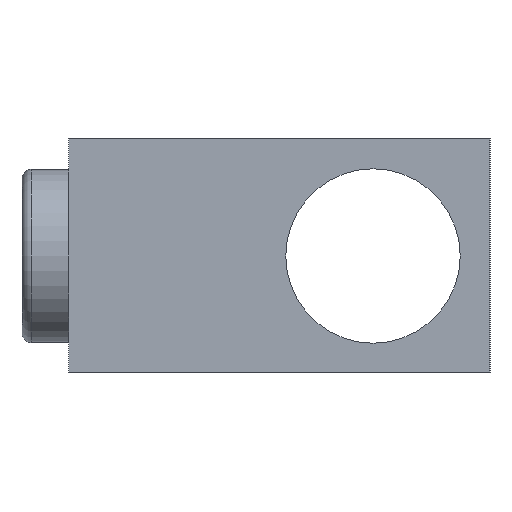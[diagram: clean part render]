
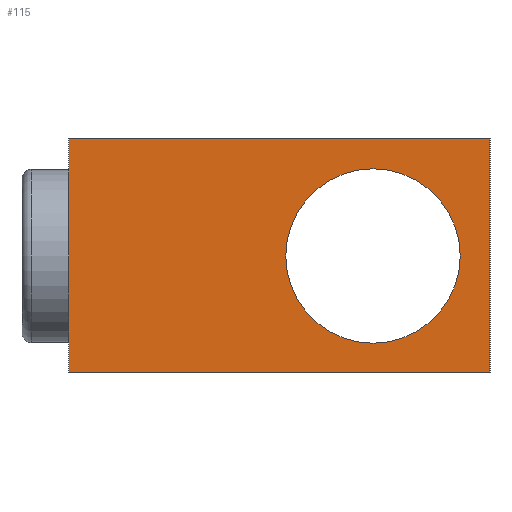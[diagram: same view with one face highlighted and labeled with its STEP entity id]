
A CAD part, left-side view. The second image highlights one B-rep face of the part: STEP entity #115.
In plain terms, the highlighted planar face has unit normal (-1, 0, 0).
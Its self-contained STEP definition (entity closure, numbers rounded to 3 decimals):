
#115=ADVANCED_FACE('NONE',(#270,#271),#272,.F.);
#270=FACE_OUTER_BOUND('',#464,.T.);
#271=FACE_BOUND('',#465,.T.);
#272=PLANE('',#466);
#464=EDGE_LOOP('',(#751,#752,#753,#754));
#465=EDGE_LOOP('',(#755,#756));
#466=AXIS2_PLACEMENT_3D('',#757,#758,#759);
#751=ORIENTED_EDGE('',*,*,#1116,.T.);
#752=ORIENTED_EDGE('',*,*,#1148,.F.);
#753=ORIENTED_EDGE('',*,*,#1093,.F.);
#754=ORIENTED_EDGE('',*,*,#1128,.T.);
#755=ORIENTED_EDGE('',*,*,#1149,.F.);
#756=ORIENTED_EDGE('',*,*,#1150,.F.);
#757=CARTESIAN_POINT('',(-79.0,-22.5,12.5));
#758=DIRECTION('',(1.0,0.0,0.0));
#759=DIRECTION('',(0.0,1.0,-0.0));
#1093=EDGE_CURVE('NONE',#1303,#1305,#1306,.T.);
#1116=EDGE_CURVE('NONE',#1340,#1338,#1341,.T.);
#1128=EDGE_CURVE('NONE',#1303,#1340,#1359,.T.);
#1148=EDGE_CURVE('NONE',#1305,#1338,#1387,.T.);
#1149=EDGE_CURVE('NONE',#1388,#1389,#1390,.T.);
#1150=EDGE_CURVE('NONE',#1389,#1388,#1391,.T.);
#1303=VERTEX_POINT('NONE',#1641);
#1305=VERTEX_POINT('NONE',#1644);
#1306=LINE('',#1645,#1646);
#1338=VERTEX_POINT('NONE',#1725);
#1340=VERTEX_POINT('NONE',#1728);
#1341=LINE('',#1729,#1730);
#1359=LINE('',#1749,#1750);
#1387=LINE('',#1779,#1780);
#1388=VERTEX_POINT('NONE',#1781);
#1389=VERTEX_POINT('',#1782);
#1390=CIRCLE('',#1783,9.316);
#1391=CIRCLE('',#1784,9.316);
#1641=CARTESIAN_POINT('',(-79.0,22.5,12.5));
#1644=CARTESIAN_POINT('',(-79.0,-22.5,12.5));
#1645=CARTESIAN_POINT('',(-79.0,-22.5,12.5));
#1646=VECTOR('',#2316,1000.0);
#1725=CARTESIAN_POINT('',(-79.0,-22.5,-12.5));
#1728=CARTESIAN_POINT('',(-79.0,22.5,-12.5));
#1729=CARTESIAN_POINT('',(-79.0,-22.5,-12.5));
#1730=VECTOR('',#2355,1000.0);
#1749=CARTESIAN_POINT('',(-79.0,22.5,12.5));
#1750=VECTOR('',#2381,1000.0);
#1779=CARTESIAN_POINT('',(-79.0,-22.5,12.5));
#1780=VECTOR('',#2425,1000.0);
#1781=CARTESIAN_POINT('',(-79.0,-10.,9.316));
#1782=CARTESIAN_POINT('',(-79.0,-10.,-9.316));
#1783=AXIS2_PLACEMENT_3D('',#2426,#2427,#2428);
#1784=AXIS2_PLACEMENT_3D('',#2429,#2430,#2431);
#2316=DIRECTION('',(-0.0,-1.0,-0.0));
#2355=DIRECTION('',(-0.0,-1.0,-0.0));
#2381=DIRECTION('',(-0.0,-0.0,-1.0));
#2425=DIRECTION('',(-0.0,-0.0,-1.0));
#2426=CARTESIAN_POINT('',(-79.0,-10.,0.0));
#2427=DIRECTION('',(-1.0,0.0,0.0));
#2428=DIRECTION('',(0.0,0.0,1.0));
#2429=CARTESIAN_POINT('',(-79.0,-10.,0.0));
#2430=DIRECTION('',(-1.0,0.0,0.0));
#2431=DIRECTION('',(0.0,0.0,1.0));
